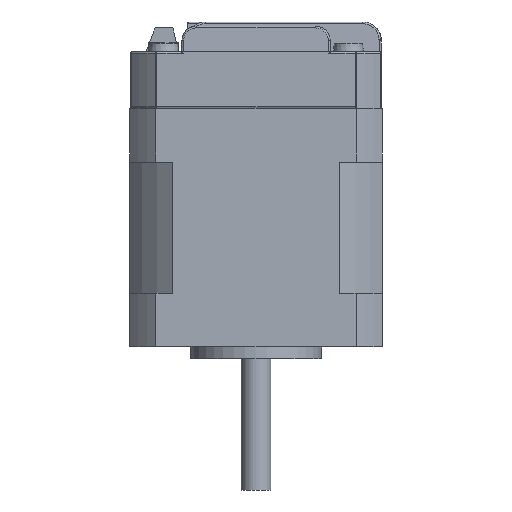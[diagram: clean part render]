
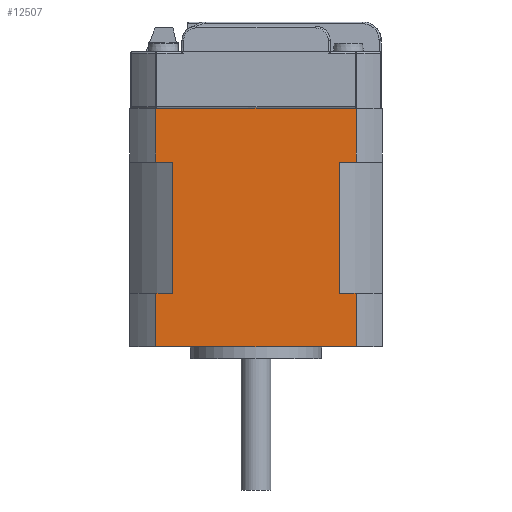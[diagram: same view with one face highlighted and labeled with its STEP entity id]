
A CAD part, front view. The second image highlights one B-rep face of the part: STEP entity #12507.
In plain terms, the highlighted planar face has unit normal (0, -1, 0).
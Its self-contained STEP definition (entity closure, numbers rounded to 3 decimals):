
#212 = ORIENTED_EDGE ( 'NONE', *, *, #19613, .F. ) ;
#321 = CARTESIAN_POINT ( 'NONE',  ( 4.367, 0., 40. ) ) ;
#323 = CARTESIAN_POINT ( 'NONE',  ( 37.933, 0., 0. ) ) ;
#332 = CARTESIAN_POINT ( 'NONE',  ( 35.125, 0., 31. ) ) ;
#376 = ORIENTED_EDGE ( 'NONE', *, *, #14480, .T. ) ;
#508 = ORIENTED_EDGE ( 'NONE', *, *, #4035, .F. ) ;
#1621 = DIRECTION ( 'NONE',  ( -1., 0., 0. ) ) ;
#1640 = VERTEX_POINT ( 'NONE', #21061 ) ;
#3207 = CARTESIAN_POINT ( 'NONE',  ( 4.367, 0., 9. ) ) ;
#3269 = EDGE_CURVE ( 'NONE', #10628, #24272, #18220, .T. ) ;
#3415 = CARTESIAN_POINT ( 'NONE',  ( 35.125, 0., 9. ) ) ;
#3474 = CARTESIAN_POINT ( 'NONE',  ( 4.367, 0., 31. ) ) ;
#4035 = EDGE_CURVE ( 'NONE', #21669, #11601, #8696, .T. ) ;
#4575 = ORIENTED_EDGE ( 'NONE', *, *, #3269, .F. ) ;
#4587 = DIRECTION ( 'NONE',  ( -1., 0., 0. ) ) ;
#4717 = ORIENTED_EDGE ( 'NONE', *, *, #8080, .T. ) ;
#4808 = VECTOR ( 'NONE', #27326, 1000. ) ;
#5170 = LINE ( 'NONE', #321, #10643 ) ;
#5536 = LINE ( 'NONE', #22595, #4808 ) ;
#6511 = VECTOR ( 'NONE', #8908, 1000. ) ;
#6926 = VECTOR ( 'NONE', #23413, 1000. ) ;
#6957 = ORIENTED_EDGE ( 'NONE', *, *, #8582, .T. ) ;
#7291 = CARTESIAN_POINT ( 'NONE',  ( 4.367, 0., 40. ) ) ;
#7349 = CARTESIAN_POINT ( 'NONE',  ( 4.367, 0., 31. ) ) ;
#7744 = EDGE_CURVE ( 'NONE', #10628, #16398, #18689, .T. ) ;
#7826 = FACE_OUTER_BOUND ( 'NONE', #30157, .T. ) ;
#8080 = EDGE_CURVE ( 'NONE', #16398, #21353, #13925, .T. ) ;
#8582 = EDGE_CURVE ( 'NONE', #21697, #19618, #5170, .T. ) ;
#8624 = LINE ( 'NONE', #12740, #22098 ) ;
#8696 = LINE ( 'NONE', #20504, #6511 ) ;
#8908 = DIRECTION ( 'NONE',  ( 0., 0., -1. ) ) ;
#9967 = VECTOR ( 'NONE', #15448, 1000. ) ;
#10229 = CARTESIAN_POINT ( 'NONE',  ( 4.367, 0., 40. ) ) ;
#10628 = VERTEX_POINT ( 'NONE', #11285 ) ;
#10643 = VECTOR ( 'NONE', #28335, 1000. ) ;
#10684 = CARTESIAN_POINT ( 'NONE',  ( 4.367, 0., 31. ) ) ;
#10716 = DIRECTION ( 'NONE',  ( 0., 0., -1. ) ) ;
#11183 = LINE ( 'NONE', #3207, #12650 ) ;
#11285 = CARTESIAN_POINT ( 'NONE',  ( 7.175, 0., 9. ) ) ;
#11399 = VECTOR ( 'NONE', #23739, 1000. ) ;
#11601 = VERTEX_POINT ( 'NONE', #3415 ) ;
#11749 = EDGE_CURVE ( 'NONE', #21697, #1640, #16933, .T. ) ;
#11842 = CARTESIAN_POINT ( 'NONE',  ( 7.175, 0., 31. ) ) ;
#12250 = DIRECTION ( 'NONE',  ( 0., 0., 1. ) ) ;
#12507 = ADVANCED_FACE ( 'NONE', ( #7826 ), #26420, .F. ) ;
#12650 = VECTOR ( 'NONE', #19482, 1000. ) ;
#12740 = CARTESIAN_POINT ( 'NONE',  ( 37.933, 0., 40. ) ) ;
#12932 = CARTESIAN_POINT ( 'NONE',  ( 37.933, 0., 31. ) ) ;
#13925 = LINE ( 'NONE', #23842, #11399 ) ;
#14480 = EDGE_CURVE ( 'NONE', #21353, #15291, #5536, .T. ) ;
#14819 = CARTESIAN_POINT ( 'NONE',  ( 4.367, 0., 9. ) ) ;
#15268 = ORIENTED_EDGE ( 'NONE', *, *, #30123, .F. ) ;
#15291 = VERTEX_POINT ( 'NONE', #323 ) ;
#15448 = DIRECTION ( 'NONE',  ( -1., 0., 0. ) ) ;
#15542 = CARTESIAN_POINT ( 'NONE',  ( 7.175, 0., 31. ) ) ;
#15918 = DIRECTION ( 'NONE',  ( 1., 0., 0. ) ) ;
#16398 = VERTEX_POINT ( 'NONE', #14819 ) ;
#16933 = LINE ( 'NONE', #20782, #20208 ) ;
#17267 = EDGE_CURVE ( 'NONE', #19655, #21669, #18532, .T. ) ;
#18071 = CARTESIAN_POINT ( 'NONE',  ( 4.367, 0., 0. ) ) ;
#18220 = LINE ( 'NONE', #11842, #6926 ) ;
#18411 = LINE ( 'NONE', #10684, #29383 ) ;
#18532 = LINE ( 'NONE', #7349, #26196 ) ;
#18689 = LINE ( 'NONE', #27069, #9967 ) ;
#18690 = AXIS2_PLACEMENT_3D ( 'NONE', #10229, #23827, #12250 ) ;
#19134 = EDGE_CURVE ( 'NONE', #20204, #11601, #11183, .T. ) ;
#19482 = DIRECTION ( 'NONE',  ( -1., 0., 0. ) ) ;
#19613 = EDGE_CURVE ( 'NONE', #20204, #15291, #8624, .T. ) ;
#19618 = VERTEX_POINT ( 'NONE', #3474 ) ;
#19655 = VERTEX_POINT ( 'NONE', #12932 ) ;
#19856 = CARTESIAN_POINT ( 'NONE',  ( 37.933, 0., 9. ) ) ;
#19859 = CARTESIAN_POINT ( 'NONE',  ( 37.933, 0., 40. ) ) ;
#20204 = VERTEX_POINT ( 'NONE', #19856 ) ;
#20208 = VECTOR ( 'NONE', #15918, 1000. ) ;
#20504 = CARTESIAN_POINT ( 'NONE',  ( 35.125, 0., 31. ) ) ;
#20782 = CARTESIAN_POINT ( 'NONE',  ( 4.367, 0., 40. ) ) ;
#21061 = CARTESIAN_POINT ( 'NONE',  ( 37.933, 0., 40. ) ) ;
#21353 = VERTEX_POINT ( 'NONE', #18071 ) ;
#21669 = VERTEX_POINT ( 'NONE', #332 ) ;
#21697 = VERTEX_POINT ( 'NONE', #7291 ) ;
#22098 = VECTOR ( 'NONE', #24530, 1000. ) ;
#22595 = CARTESIAN_POINT ( 'NONE',  ( 4.367, 0., 0. ) ) ;
#22943 = ORIENTED_EDGE ( 'NONE', *, *, #11749, .F. ) ;
#23413 = DIRECTION ( 'NONE',  ( 0., 0., 1. ) ) ;
#23739 = DIRECTION ( 'NONE',  ( 0., 0., -1. ) ) ;
#23827 = DIRECTION ( 'NONE',  ( 0., 1., 0. ) ) ;
#23842 = CARTESIAN_POINT ( 'NONE',  ( 4.367, 0., 40. ) ) ;
#24272 = VERTEX_POINT ( 'NONE', #15542 ) ;
#24410 = ORIENTED_EDGE ( 'NONE', *, *, #7744, .T. ) ;
#24530 = DIRECTION ( 'NONE',  ( 0., 0., -1. ) ) ;
#26196 = VECTOR ( 'NONE', #4587, 1000. ) ;
#26420 = PLANE ( 'NONE',  #18690 ) ;
#26621 = ORIENTED_EDGE ( 'NONE', *, *, #19134, .T. ) ;
#27069 = CARTESIAN_POINT ( 'NONE',  ( 4.367, 0., 9. ) ) ;
#27143 = VECTOR ( 'NONE', #10716, 1000. ) ;
#27326 = DIRECTION ( 'NONE',  ( 1., 0., 0. ) ) ;
#28282 = ORIENTED_EDGE ( 'NONE', *, *, #17267, .F. ) ;
#28335 = DIRECTION ( 'NONE',  ( 0., 0., -1. ) ) ;
#28762 = ORIENTED_EDGE ( 'NONE', *, *, #29441, .F. ) ;
#29350 = LINE ( 'NONE', #19859, #27143 ) ;
#29383 = VECTOR ( 'NONE', #1621, 1000. ) ;
#29441 = EDGE_CURVE ( 'NONE', #1640, #19655, #29350, .T. ) ;
#30123 = EDGE_CURVE ( 'NONE', #24272, #19618, #18411, .T. ) ;
#30157 = EDGE_LOOP ( 'NONE', ( #28282, #28762, #22943, #6957, #15268, #4575, #24410, #4717, #376, #212, #26621, #508 ) ) ;
